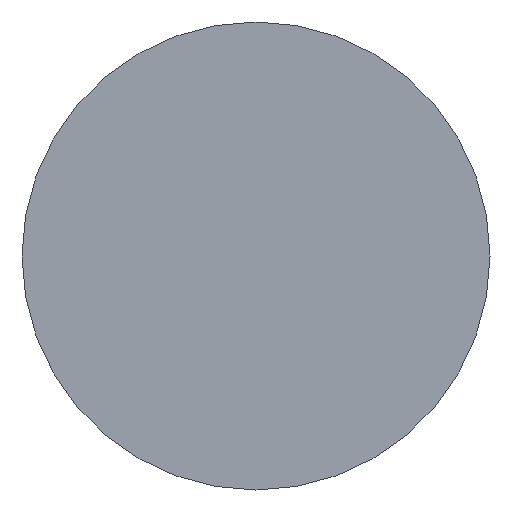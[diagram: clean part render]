
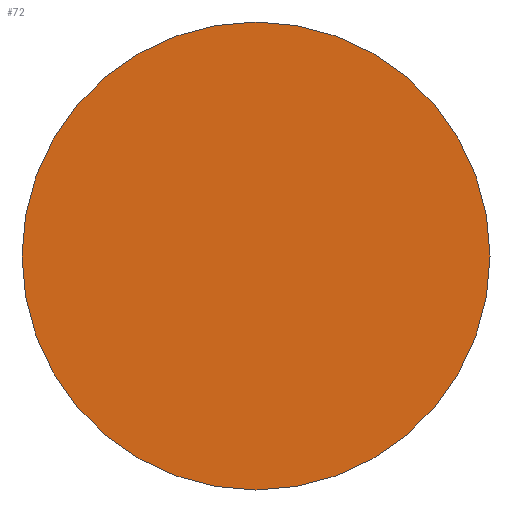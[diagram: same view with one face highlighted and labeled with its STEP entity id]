
A CAD part, left-side view. The second image highlights one B-rep face of the part: STEP entity #72.
In plain terms, the highlighted planar face has unit normal (-1, 0, 0).
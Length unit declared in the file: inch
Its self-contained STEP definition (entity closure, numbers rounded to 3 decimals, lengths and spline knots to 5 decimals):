
#8 = AXIS2_PLACEMENT_3D ( 'NONE', #145, #32, #237 ) ;
#13 = CARTESIAN_POINT ( 'NONE',  ( 0., 0., -0.725 ) ) ;
#21 = CIRCLE ( 'NONE', #8, 0.725 ) ;
#30 = EDGE_LOOP ( 'NONE', ( #246, #196 ) ) ;
#32 = DIRECTION ( 'NONE',  ( -1., 0., 0. ) ) ;
#33 = CARTESIAN_POINT ( 'NONE',  ( 0., 0., 0.725 ) ) ;
#43 = VERTEX_POINT ( 'NONE', #13 ) ;
#44 = VERTEX_POINT ( 'NONE', #33 ) ;
#72 = ADVANCED_FACE ( 'NONE', ( #194 ), #126, .T. ) ;
#75 = DIRECTION ( 'NONE',  ( -1., 0., 0. ) ) ;
#83 = DIRECTION ( 'NONE',  ( -1., 0., 0. ) ) ;
#88 = CIRCLE ( 'NONE', #108, 0.725 ) ;
#99 = EDGE_CURVE ( 'NONE', #43, #44, #21, .T. ) ;
#108 = AXIS2_PLACEMENT_3D ( 'NONE', #284, #83, #170 ) ;
#112 = AXIS2_PLACEMENT_3D ( 'NONE', #258, #75, #150 ) ;
#126 = PLANE ( 'NONE',  #112 ) ;
#145 = CARTESIAN_POINT ( 'NONE',  ( 0., 0., 0. ) ) ;
#150 = DIRECTION ( 'NONE',  ( 0., 0., 1. ) ) ;
#153 = EDGE_CURVE ( 'NONE', #44, #43, #88, .T. ) ;
#170 = DIRECTION ( 'NONE',  ( 0., 0., 1. ) ) ;
#194 = FACE_OUTER_BOUND ( 'NONE', #30, .T. ) ;
#196 = ORIENTED_EDGE ( 'NONE', *, *, #99, .T. ) ;
#237 = DIRECTION ( 'NONE',  ( 0., 0., 1. ) ) ;
#246 = ORIENTED_EDGE ( 'NONE', *, *, #153, .T. ) ;
#258 = CARTESIAN_POINT ( 'NONE',  ( 0., 0., 0. ) ) ;
#284 = CARTESIAN_POINT ( 'NONE',  ( 0., 0., 0. ) ) ;
